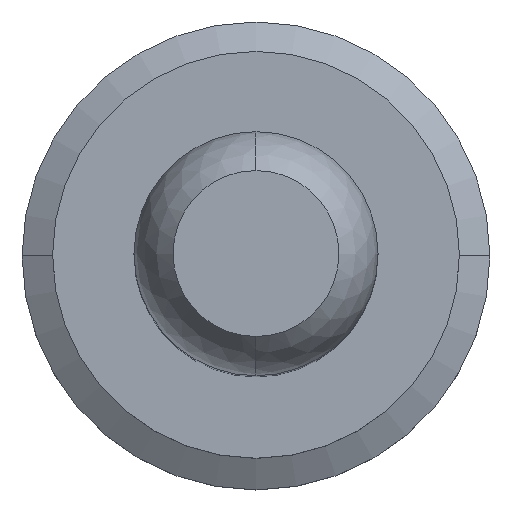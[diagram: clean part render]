
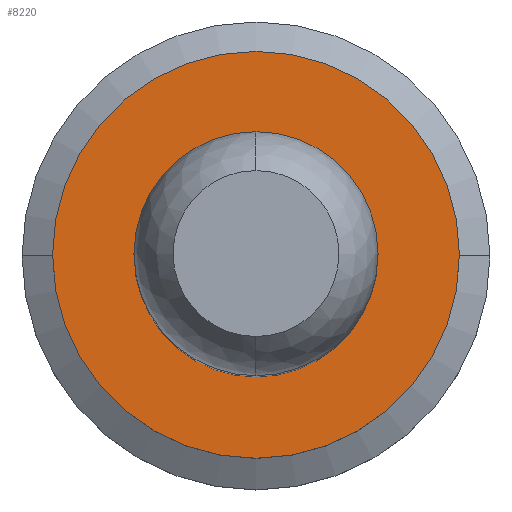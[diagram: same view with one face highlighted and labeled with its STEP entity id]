
A CAD part, top view. The second image highlights one B-rep face of the part: STEP entity #8220.
In plain terms, the highlighted planar face has unit normal (0, 0, 1).
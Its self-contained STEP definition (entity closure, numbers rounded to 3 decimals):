
#7870=CARTESIAN_POINT('',(4.968,9.075,16.7));
#7880=DIRECTION('',(0.,0.,-1.));
#7890=DIRECTION('',(0.,-1.,0.));
#7900=AXIS2_PLACEMENT_3D('',#7870,#7880,#7890);
#7910=PLANE('',#7900);
#7920=CARTESIAN_POINT('',(4.968,14.234,16.7));
#7930=DIRECTION('',(0.,0.,-1.));
#7940=DIRECTION('',(0.,-1.,0.));
#7950=AXIS2_PLACEMENT_3D('',#7920,#7930,#7940);
#7960=CIRCLE('',#7950,3.);
#7970=CARTESIAN_POINT('',(4.968,11.234,16.7));
#7980=VERTEX_POINT('',#7970);
#7990=CARTESIAN_POINT('',(4.968,17.234,16.7));
#8000=VERTEX_POINT('',#7990);
#8010=EDGE_CURVE('',#7980,#8000,#7960,.T.);
#8020=ORIENTED_EDGE('',*,*,#8010,.T.);
#8030=EDGE_CURVE('',#8000,#7980,#7960,.T.);
#8040=ORIENTED_EDGE('',*,*,#8030,.T.);
#8050=EDGE_LOOP('',(#8040,#8020));
#8060=FACE_BOUND('',#8050,.T.);
#8070=CARTESIAN_POINT('',(4.968,14.234,16.7));
#8080=DIRECTION('',(0.,0.,1.));
#8090=DIRECTION('',(0.,1.,0.));
#8100=AXIS2_PLACEMENT_3D('',#8070,#8080,#8090);
#8110=CIRCLE('',#8100,5.);
#8120=CARTESIAN_POINT('',(4.968,19.234,16.7));
#8130=VERTEX_POINT('',#8120);
#8140=CARTESIAN_POINT('',(4.968,9.234,16.7));
#8150=VERTEX_POINT('',#8140);
#8160=EDGE_CURVE('',#8130,#8150,#8110,.T.);
#8170=ORIENTED_EDGE('',*,*,#8160,.T.);
#8180=EDGE_CURVE('',#8150,#8130,#8110,.T.);
#8190=ORIENTED_EDGE('',*,*,#8180,.T.);
#8200=EDGE_LOOP('',(#8190,#8170));
#8210=FACE_OUTER_BOUND('',#8200,.T.);
#8220=ADVANCED_FACE('',(#8060,#8210),#7910,.F.);
